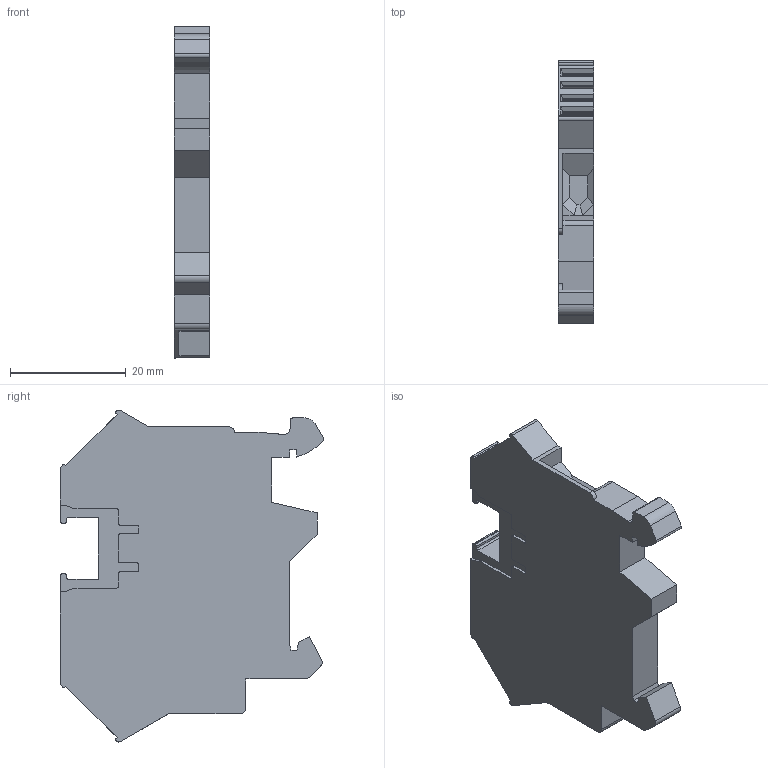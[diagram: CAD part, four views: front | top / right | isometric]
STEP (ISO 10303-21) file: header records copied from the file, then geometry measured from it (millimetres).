
FILE_DESCRIPTION((''),'2;1');
FILE_NAME('RK40_KOMBI_35_ISO_STEP','2012-03-12T',('Neumann'),(''),'PRO/ENGINEER BY PARAMETRIC TECHNOLOGY CORPORATION, 2007390','PRO/ENGINEER BY PARAMETRIC TECHNOLOGY CORPORATION, 2007390','');
FILE_SCHEMA(('CONFIG_CONTROL_DESIGN'));
Length unit declared in the file: millimetre
Products named in the file (1): RK40_KOMBI_35_ISO_STEP
Bounding box: 6.1 x 45.38 x 57.25 mm (x, y, z)
Volume: 10297.2 mm3; surface area: 5755.2 mm2
Topology: 1 solids, 1 shells, 270 faces, 743 edges, 480 vertices
Faces by surface type: plane 184, cylinder 70, cone 8, torus 8
Entity records: 8545 total; most frequent: CARTESIAN_POINT 1524, ORIENTED_EDGE 1486, DIRECTION 1428, EDGE_CURVE 743, VECTOR 582, LINE 582, VERTEX_POINT 480, AXIS2_PLACEMENT_3D 423
